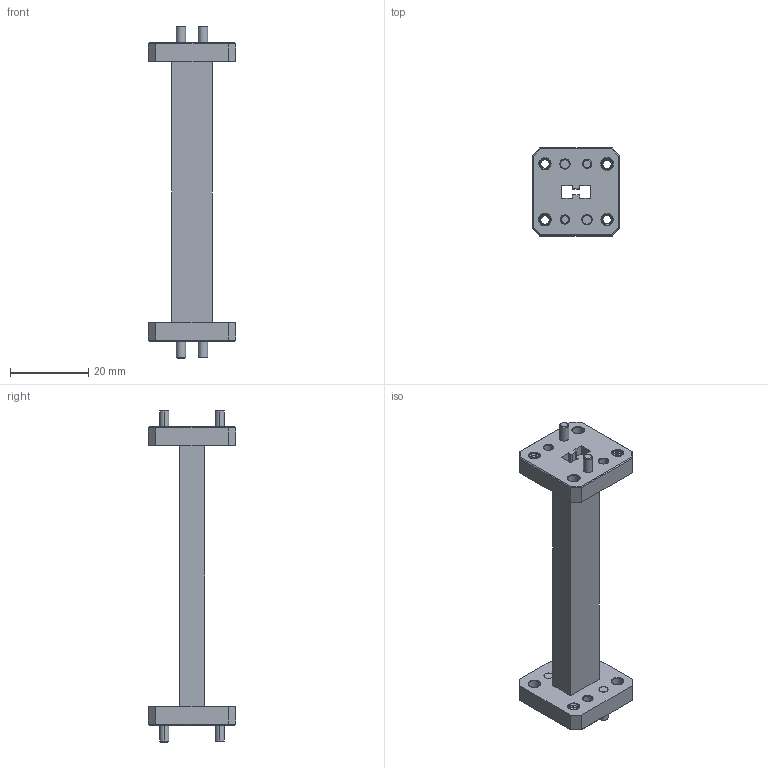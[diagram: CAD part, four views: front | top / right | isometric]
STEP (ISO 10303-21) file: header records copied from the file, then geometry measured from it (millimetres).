
FILE_DESCRIPTION (( 'STEP AP203' ), '1' );
FILE_NAME ('FMWRD180S001-3.step', '2020-10-30T19:56:42', ( '' ), ( '' ), 'SwSTEP 2.0', 'SolidWorks 2018', '' );
FILE_SCHEMA (( 'CONFIG_CONTROL_DESIGN' ));
Length unit declared in the file: inch
Products named in the file (1): FMWRD180S001-3
Bounding box: 22.4 x 22.4 x 84.8 mm (x, y, z)
Volume: 7271.6 mm3; surface area: 7247.1 mm2
Topology: 1 solids, 1 shells, 261 faces, 656 edges, 408 vertices
Faces by surface type: cylinder 100, plane 65, cone 56, bspline 40
Entity records: 16541 total; most frequent: CARTESIAN_POINT 10726, ORIENTED_EDGE 1312, DIRECTION 1036, EDGE_CURVE 656, VERTEX_POINT 408, AXIS2_PLACEMENT_3D 372, EDGE_LOOP 298, VECTOR 292
